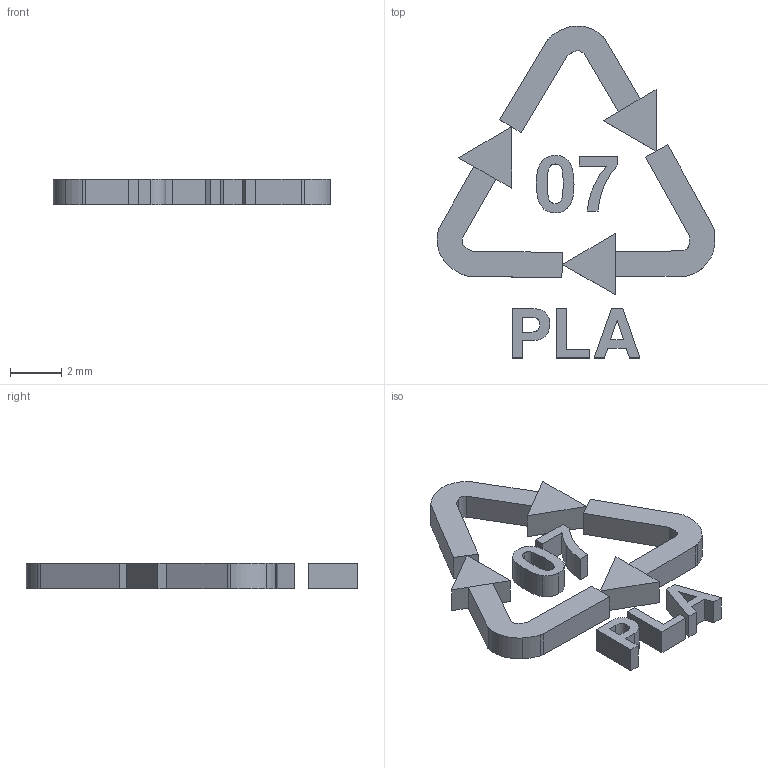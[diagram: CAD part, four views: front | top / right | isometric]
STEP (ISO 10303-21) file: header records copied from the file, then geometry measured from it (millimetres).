
FILE_DESCRIPTION(('FreeCAD Model'),'2;1');
FILE_NAME('PLA.stp','2021-05-25T23:20:35',('Author'),(''), 'Open CASCADE STEP processor 7.3','FreeCAD','Unknown');
FILE_SCHEMA(('AUTOMOTIVE_DESIGN { 1 0 10303 214 1 1 1 1 }'));
Length unit declared in the file: millimetre
Products named in the file (1): Sign_PLA
Bounding box: 10.86 x 12.98 x 1 mm (x, y, z)
Volume: 38.3 mm3; surface area: 186.9 mm2
Topology: 7 solids, 7 shells, 122 faces, 310 edges, 202 vertices
Faces by surface type: bspline 122
Entity records: 8570 total; most frequent: CARTESIAN_POINT 3591, B_SPLINE_CURVE_WITH_KNOTS 918, ORIENTED_EDGE 620, PCURVE 620, DEFINITIONAL_REPRESENTATION 620, EDGE_CURVE 310, SURFACE_CURVE 310, VERTEX_POINT 202
